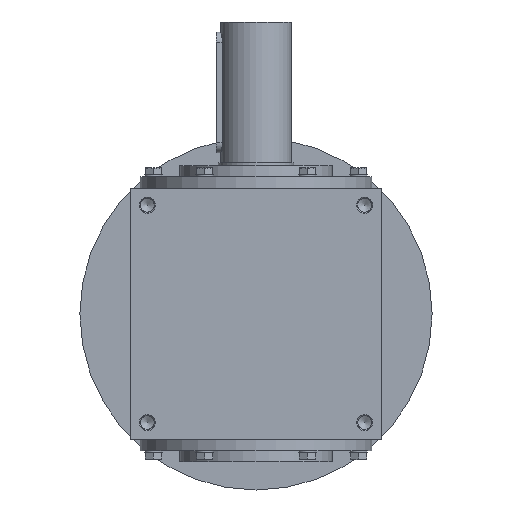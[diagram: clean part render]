
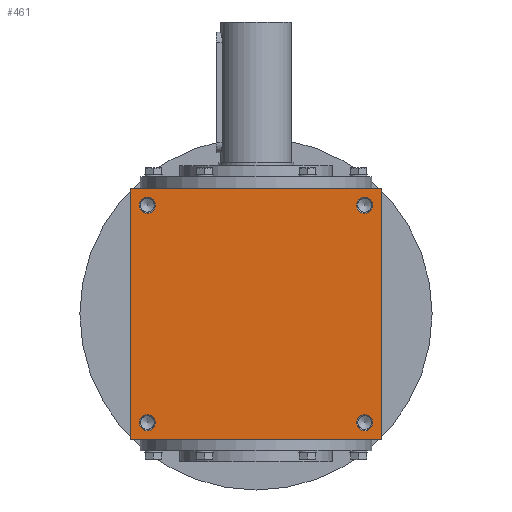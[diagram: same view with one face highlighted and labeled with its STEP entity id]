
A CAD part, left-side view. The second image highlights one B-rep face of the part: STEP entity #461.
In plain terms, the highlighted face is planar.
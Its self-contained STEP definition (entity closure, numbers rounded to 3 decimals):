
#461 = ADVANCED_FACE( '', ( #948, #949, #950, #951, #952 ), #953, .F. );
#948 = FACE_BOUND( '', #1713, .T. );
#949 = FACE_BOUND( '', #1714, .T. );
#950 = FACE_BOUND( '', #1715, .T. );
#951 = FACE_BOUND( '', #1716, .T. );
#952 = FACE_OUTER_BOUND( '', #1717, .T. );
#953 = PLANE( '', #1718 );
#1713 = EDGE_LOOP( '', ( #2466 ) );
#1714 = EDGE_LOOP( '', ( #2467 ) );
#1715 = EDGE_LOOP( '', ( #2468 ) );
#1716 = EDGE_LOOP( '', ( #2469 ) );
#1717 = EDGE_LOOP( '', ( #2470, #2471, #2472, #2473 ) );
#1718 = AXIS2_PLACEMENT_3D( '', #2474, #2475, #2476 );
#2466 = ORIENTED_EDGE( '', *, *, #3932, .F. );
#2467 = ORIENTED_EDGE( '', *, *, #3933, .T. );
#2468 = ORIENTED_EDGE( '', *, *, #3934, .F. );
#2469 = ORIENTED_EDGE( '', *, *, #3935, .T. );
#2470 = ORIENTED_EDGE( '', *, *, #3936, .F. );
#2471 = ORIENTED_EDGE( '', *, *, #3937, .F. );
#2472 = ORIENTED_EDGE( '', *, *, #3938, .F. );
#2473 = ORIENTED_EDGE( '', *, *, #3939, .F. );
#2474 = CARTESIAN_POINT( '', ( 0., 0., -125. ) );
#2475 = DIRECTION( '', ( 0., 0., 1. ) );
#2476 = DIRECTION( '', ( 1., 0., 0. ) );
#3932 = EDGE_CURVE( '', #4483, #4483, #4484, .T. );
#3933 = EDGE_CURVE( '', #4485, #4485, #4486, .T. );
#3934 = EDGE_CURVE( '', #4487, #4487, #4488, .T. );
#3935 = EDGE_CURVE( '', #4489, #4489, #4490, .T. );
#3936 = EDGE_CURVE( '', #4491, #4492, #4493, .T. );
#3937 = EDGE_CURVE( '', #4494, #4491, #4495, .T. );
#3938 = EDGE_CURVE( '', #4496, #4494, #4497, .T. );
#3939 = EDGE_CURVE( '', #4492, #4496, #4498, .T. );
#4483 = VERTEX_POINT( '', #5261 );
#4484 = CIRCLE( '', #5262, 8. );
#4485 = VERTEX_POINT( '', #5263 );
#4486 = CIRCLE( '', #5264, 8. );
#4487 = VERTEX_POINT( '', #5265 );
#4488 = CIRCLE( '', #5266, 8. );
#4489 = VERTEX_POINT( '', #5267 );
#4490 = CIRCLE( '', #5268, 8. );
#4491 = VERTEX_POINT( '', #5269 );
#4492 = VERTEX_POINT( '', #5270 );
#4493 = LINE( '', #5271, #5272 );
#4494 = VERTEX_POINT( '', #5273 );
#4495 = LINE( '', #5274, #5275 );
#4496 = VERTEX_POINT( '', #5276 );
#4497 = LINE( '', #5277, #5278 );
#4498 = LINE( '', #5279, #5280 );
#5261 = CARTESIAN_POINT( '', ( -116., 108., -125. ) );
#5262 = AXIS2_PLACEMENT_3D( '', #6330, #6331, #6332 );
#5263 = CARTESIAN_POINT( '', ( 116., 108., -125. ) );
#5264 = AXIS2_PLACEMENT_3D( '', #6333, #6334, #6335 );
#5265 = CARTESIAN_POINT( '', ( -116., -108., -125. ) );
#5266 = AXIS2_PLACEMENT_3D( '', #6336, #6337, #6338 );
#5267 = CARTESIAN_POINT( '', ( 116., -108., -125. ) );
#5268 = AXIS2_PLACEMENT_3D( '', #6339, #6340, #6341 );
#5269 = CARTESIAN_POINT( '', ( -125., 125., -125. ) );
#5270 = CARTESIAN_POINT( '', ( -125., -125., -125. ) );
#5271 = CARTESIAN_POINT( '', ( -125., 125., -125. ) );
#5272 = VECTOR( '', #6342, 1000. );
#5273 = CARTESIAN_POINT( '', ( 125., 125., -125. ) );
#5274 = CARTESIAN_POINT( '', ( 125., 125., -125. ) );
#5275 = VECTOR( '', #6343, 1000. );
#5276 = CARTESIAN_POINT( '', ( 125., -125., -125. ) );
#5277 = CARTESIAN_POINT( '', ( 125., -125., -125. ) );
#5278 = VECTOR( '', #6344, 1000. );
#5279 = CARTESIAN_POINT( '', ( -125., -125., -125. ) );
#5280 = VECTOR( '', #6345, 1000. );
#6330 = CARTESIAN_POINT( '', ( -108., 108., -125. ) );
#6331 = DIRECTION( '', ( 0., 0., -1. ) );
#6332 = DIRECTION( '', ( -1., 0., 0. ) );
#6333 = CARTESIAN_POINT( '', ( 108., 108., -125. ) );
#6334 = DIRECTION( '', ( 0., 0., 1. ) );
#6335 = DIRECTION( '', ( 1., 0., 0. ) );
#6336 = CARTESIAN_POINT( '', ( -108., -108., -125. ) );
#6337 = DIRECTION( '', ( 0., 0., -1. ) );
#6338 = DIRECTION( '', ( -1., 0., 0. ) );
#6339 = CARTESIAN_POINT( '', ( 108., -108., -125. ) );
#6340 = DIRECTION( '', ( 0., 0., 1. ) );
#6341 = DIRECTION( '', ( 1., 0., 0. ) );
#6342 = DIRECTION( '', ( 0., -1., 0. ) );
#6343 = DIRECTION( '', ( -1., 0., 0. ) );
#6344 = DIRECTION( '', ( 0., 1., 0. ) );
#6345 = DIRECTION( '', ( 1., 0., 0. ) );
